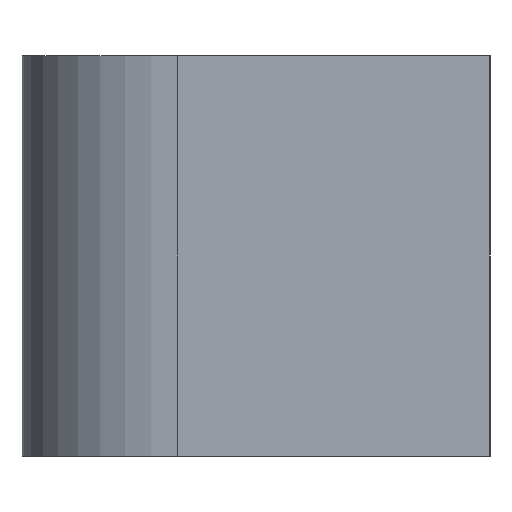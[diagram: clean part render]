
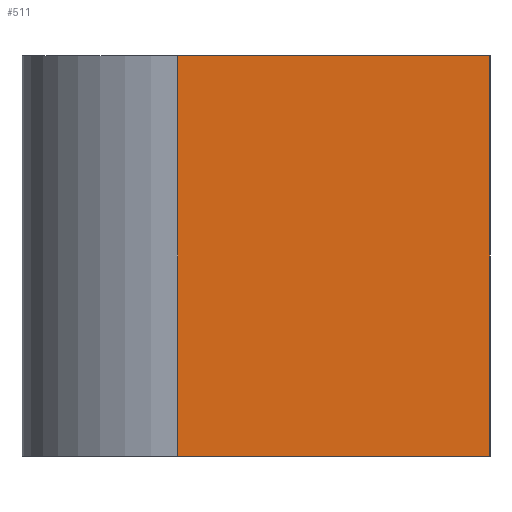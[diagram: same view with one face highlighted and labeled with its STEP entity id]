
A CAD part, left-side view. The second image highlights one B-rep face of the part: STEP entity #511.
In plain terms, the highlighted planar face has unit normal (-1, 0, 0).
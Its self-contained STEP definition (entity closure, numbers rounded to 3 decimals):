
#223=CARTESIAN_POINT('POINT18',(-27.362,0.,0.
   ));
#224=VERTEX_POINT('VERTEX18',#223);
#231=CARTESIAN_POINT('POINT19',(-27.362,
   9.055,0.));
#232=VERTEX_POINT('VERTEX19',#231);
#233=CARTESIAN_POINT('POS27',(-27.362,0.,0.))
   ;
#234=DIRECTION('DIR38',(0.,1.,0.));
#235=VECTOR('VEC16',#234,1.);
#236=LINE('STRAIGHT16',#233,#235);
#237=EDGE_CURVE('EDGE25',#224,#232,#236,.T.);
#362=CARTESIAN_POINT('POINT30',(-27.362,
   9.055,11.614));
#363=VERTEX_POINT('VERTEX30',#362);
#364=CARTESIAN_POINT('POS38',(-27.362,
   9.055,11.614));
#365=DIRECTION('DIR56',(0.,0.,1.));
#366=VECTOR('VEC20',#365,1.);
#367=LINE('STRAIGHT20',#364,#366);
#368=EDGE_CURVE('EDGE39',#232,#363,#367,.T.);
#471=CARTESIAN_POINT('POINT35',(-27.362,0.,
   11.614));
#472=VERTEX_POINT('VERTEX35',#471);
#473=CARTESIAN_POINT('POS51',(-27.362,0.,0.))
   ;
#474=DIRECTION('DIR75',(0.,0.,1.));
#475=VECTOR('VEC27',#474,1.);
#476=LINE('STRAIGHT27',#473,#475);
#477=EDGE_CURVE('EDGE48',#224,#472,#476,.T.);
#495=ORIENTED_EDGE('COEDGE85',*,*,#368,.F.);
#496=ORIENTED_EDGE('COEDGE86',*,*,#237,.F.);
#497=ORIENTED_EDGE('COEDGE87',*,*,#477,.T.);
#498=CARTESIAN_POINT('POS54',(-27.362,0.,
   11.614));
#499=DIRECTION('DIR79',(0.,1.,0.));
#500=VECTOR('VEC29',#499,1.);
#501=LINE('STRAIGHT29',#498,#500);
#502=EDGE_CURVE('EDGE50',#472,#363,#501,.T.);
#503=ORIENTED_EDGE('COEDGE88',*,*,#502,.T.);
#504=EDGE_LOOP('NONE',(#495,#496,#497,#503));
#505=FACE_BOUND('LOOP1',#504,.T.);
#506=CARTESIAN_POINT('POS55',(-27.362,0.,0.))
   ;
#507=DIRECTION('DIR80',(-1.,0.,0.));
#508=DIRECTION('DIR81',(0.,1.,0.));
#509=AXIS2_PLACEMENT_3D('AXIS26',#506,#507,#508);
#510=PLANE('PLANE10',#509);
#511=ADVANCED_FACE('FACE17',(#505),#510,.T.);
